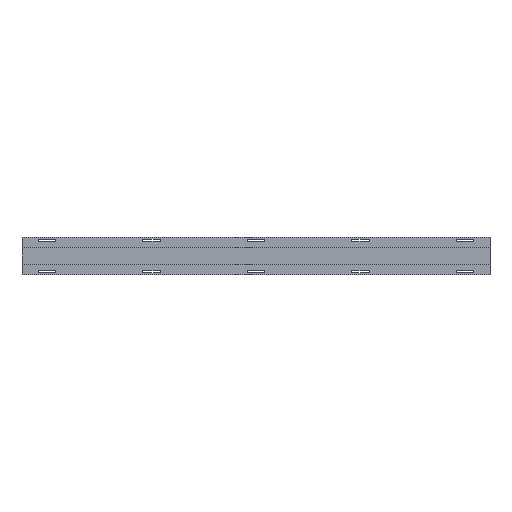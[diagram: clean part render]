
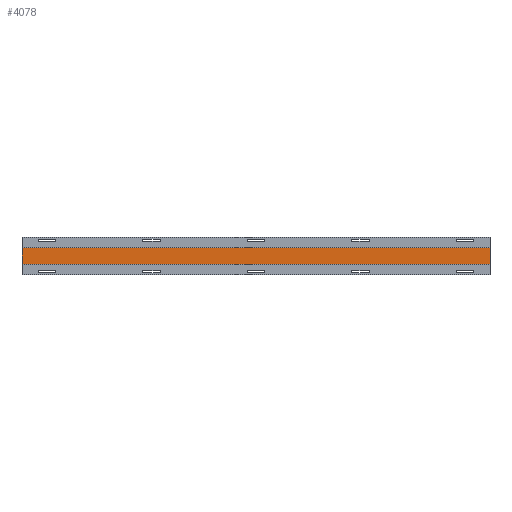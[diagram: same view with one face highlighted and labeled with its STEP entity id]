
A CAD part, front view. The second image highlights one B-rep face of the part: STEP entity #4078.
In plain terms, the highlighted planar face has unit normal (0, -1, 0).
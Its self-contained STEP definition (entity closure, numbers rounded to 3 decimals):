
#236 = VERTEX_POINT ( 'NONE', #3115 ) ;
#826 = PLANE ( 'NONE',  #5589 ) ;
#1151 = CARTESIAN_POINT ( 'NONE',  ( -726.403, -218.871, 1526. ) ) ;
#1586 = LINE ( 'NONE', #3459, #3547 ) ;
#1616 = CARTESIAN_POINT ( 'NONE',  ( 773.597, -218.871, 1526. ) ) ;
#1711 = VERTEX_POINT ( 'NONE', #2926 ) ;
#1785 = VECTOR ( 'NONE', #2600, 1000. ) ;
#2186 = ORIENTED_EDGE ( 'NONE', *, *, #4833, .F. ) ;
#2600 = DIRECTION ( 'NONE',  ( -1., 0., 0. ) ) ;
#2926 = CARTESIAN_POINT ( 'NONE',  ( -726.403, -218.871, 1526. ) ) ;
#3070 = ORIENTED_EDGE ( 'NONE', *, *, #4739, .T. ) ;
#3075 = VECTOR ( 'NONE', #4390, 1000. ) ;
#3115 = CARTESIAN_POINT ( 'NONE',  ( -726.403, -218.871, 1474. ) ) ;
#3141 = DIRECTION ( 'NONE',  ( 0., 1., 0. ) ) ;
#3191 = DIRECTION ( 'NONE',  ( 0., 0., -1. ) ) ;
#3199 = CARTESIAN_POINT ( 'NONE',  ( 773.597, -218.871, 1526. ) ) ;
#3357 = VECTOR ( 'NONE', #3191, 1000. ) ;
#3415 = CARTESIAN_POINT ( 'NONE',  ( 773.597, -218.871, 1474. ) ) ;
#3459 = CARTESIAN_POINT ( 'NONE',  ( 773.597, -218.871, 1526. ) ) ;
#3522 = EDGE_CURVE ( 'NONE', #4323, #1711, #1586, .T. ) ;
#3547 = VECTOR ( 'NONE', #5323, 1000. ) ;
#3827 = ORIENTED_EDGE ( 'NONE', *, *, #4375, .F. ) ;
#3931 = LINE ( 'NONE', #1151, #3075 ) ;
#4078 = ADVANCED_FACE ( 'NONE', ( #4898 ), #826, .F. ) ;
#4323 = VERTEX_POINT ( 'NONE', #1616 ) ;
#4375 = EDGE_CURVE ( 'NONE', #5955, #236, #4918, .T. ) ;
#4390 = DIRECTION ( 'NONE',  ( 0., 0., -1. ) ) ;
#4504 = LINE ( 'NONE', #5425, #3357 ) ;
#4739 = EDGE_CURVE ( 'NONE', #1711, #236, #3931, .T. ) ;
#4833 = EDGE_CURVE ( 'NONE', #4323, #5955, #4504, .T. ) ;
#4898 = FACE_OUTER_BOUND ( 'NONE', #5221, .T. ) ;
#4918 = LINE ( 'NONE', #5348, #1785 ) ;
#5157 = ORIENTED_EDGE ( 'NONE', *, *, #3522, .T. ) ;
#5221 = EDGE_LOOP ( 'NONE', ( #3070, #3827, #2186, #5157 ) ) ;
#5323 = DIRECTION ( 'NONE',  ( -1., 0., 0. ) ) ;
#5348 = CARTESIAN_POINT ( 'NONE',  ( 773.597, -218.871, 1474. ) ) ;
#5361 = DIRECTION ( 'NONE',  ( 0., 0., 1. ) ) ;
#5425 = CARTESIAN_POINT ( 'NONE',  ( 773.597, -218.871, 1526. ) ) ;
#5589 = AXIS2_PLACEMENT_3D ( 'NONE', #3199, #3141, #5361 ) ;
#5955 = VERTEX_POINT ( 'NONE', #3415 ) ;
